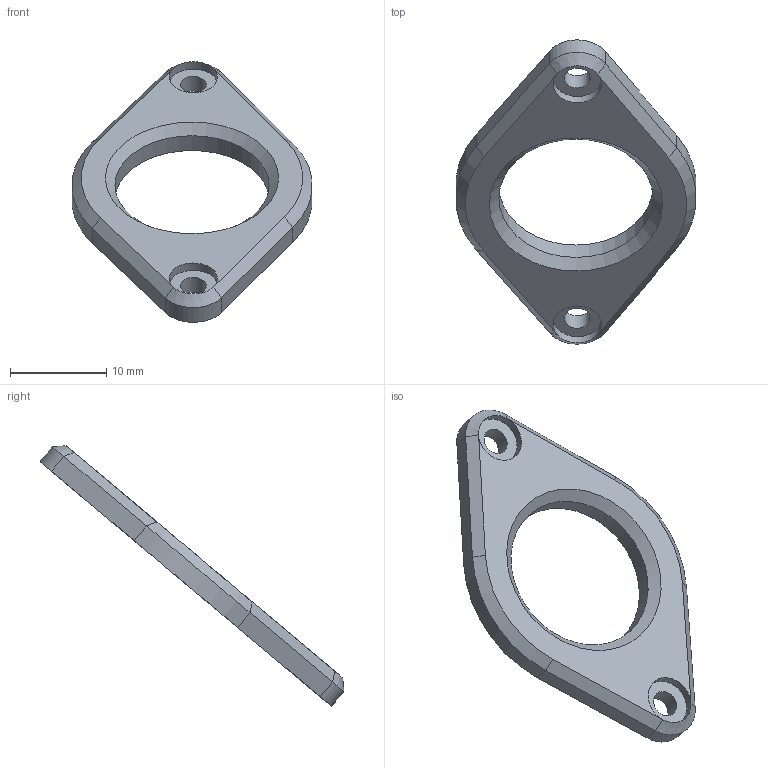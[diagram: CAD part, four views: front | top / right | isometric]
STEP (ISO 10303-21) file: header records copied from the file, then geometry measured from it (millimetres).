
FILE_DESCRIPTION(/* description */ (''),/* implementation_level */ '2;1');
FILE_NAME(/* name */ 'headShellShaftBezel.step',/* time_stamp */ '2025-07-02T18:56:53-07:00',/* author */ (''),/* organization */ (''),/* preprocessor_version */ 'ST-DEVELOPER v20.1',/* originating_system */ 'Autodesk Translation Framework v14.10.0.0',/* authorisation */ '');
FILE_SCHEMA (('AUTOMOTIVE_DESIGN { 1 0 10303 214 3 1 1 }'));
Length unit declared in the file: millimetre
Products named in the file (1): 2025-07-02-18-56-53-000
Bounding box: 24.91 x 31.54 x 27.05 mm (x, y, z)
Volume: 1182.4 mm3; surface area: 1277.5 mm2
Topology: 1 solids, 1 shells, 26 faces, 59 edges, 35 vertices
Faces by surface type: plane 12, cylinder 9, cone 5
Full cylindrical faces by diameter (mm): 2.7 x2, 5 x2, 16 x1
Entity records: 776 total; most frequent: DIRECTION 138, CARTESIAN_POINT 121, ORIENTED_EDGE 118, EDGE_CURVE 59, AXIS2_PLACEMENT_3D 52, VERTEX_POINT 35, LINE 34, VECTOR 34
